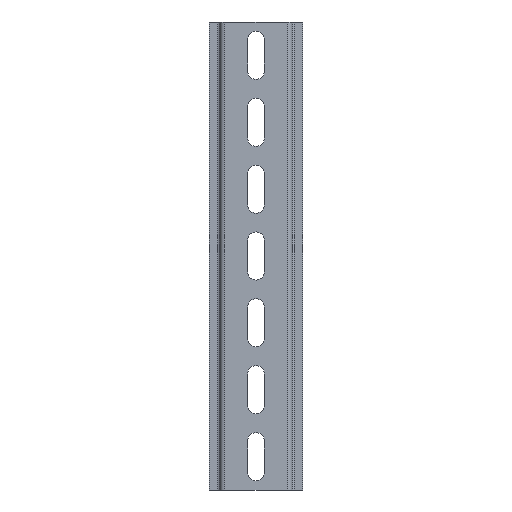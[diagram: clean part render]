
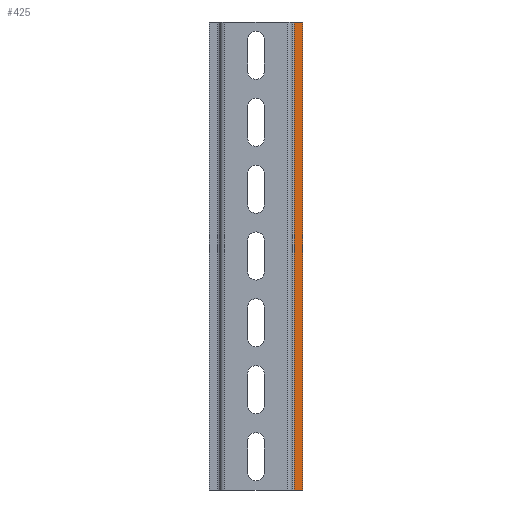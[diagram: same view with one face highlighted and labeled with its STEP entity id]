
A CAD part, front view. The second image highlights one B-rep face of the part: STEP entity #425.
In plain terms, the highlighted planar face has unit normal (0, -1, 0).
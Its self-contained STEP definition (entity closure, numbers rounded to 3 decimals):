
#26 = CARTESIAN_POINT ( 'NONE',  ( 27.8, 6.5, 0. ) ) ;
#66 = ORIENTED_EDGE ( 'NONE', *, *, #1665, .F. ) ;
#70 = CARTESIAN_POINT ( 'NONE',  ( 27., 6.5, 175. ) ) ;
#150 = DIRECTION ( 'NONE',  ( 0., 0., -1. ) ) ;
#165 = CARTESIAN_POINT ( 'NONE',  ( 27., 6.5, 0. ) ) ;
#222 = DIRECTION ( 'NONE',  ( 1., 0., 0. ) ) ;
#250 = VECTOR ( 'NONE', #1588, 1000. ) ;
#375 = DIRECTION ( 'NONE',  ( 0., 0., 1. ) ) ;
#396 = VERTEX_POINT ( 'NONE', #1499 ) ;
#425 = ADVANCED_FACE ( 'NONE', ( #820 ), #1348, .F. ) ;
#508 = EDGE_LOOP ( 'NONE', ( #1563, #796, #66, #554 ) ) ;
#533 = VERTEX_POINT ( 'NONE', #26 ) ;
#554 = ORIENTED_EDGE ( 'NONE', *, *, #979, .T. ) ;
#588 = VERTEX_POINT ( 'NONE', #1727 ) ;
#642 = CARTESIAN_POINT ( 'NONE',  ( 31., 6.5, 175. ) ) ;
#648 = VERTEX_POINT ( 'NONE', #642 ) ;
#796 = ORIENTED_EDGE ( 'NONE', *, *, #1687, .F. ) ;
#820 = FACE_OUTER_BOUND ( 'NONE', #508, .T. ) ;
#854 = VECTOR ( 'NONE', #1130, 1000. ) ;
#908 = LINE ( 'NONE', #1571, #1107 ) ;
#948 = AXIS2_PLACEMENT_3D ( 'NONE', #1094, #955, #150 ) ;
#955 = DIRECTION ( 'NONE',  ( 0., 1., 0. ) ) ;
#979 = EDGE_CURVE ( 'NONE', #533, #396, #1690, .T. ) ;
#1094 = CARTESIAN_POINT ( 'NONE',  ( 27., 6.5, 0. ) ) ;
#1107 = VECTOR ( 'NONE', #375, 1000. ) ;
#1130 = DIRECTION ( 'NONE',  ( 1., 0., 0. ) ) ;
#1243 = VECTOR ( 'NONE', #222, 1000. ) ;
#1317 = CARTESIAN_POINT ( 'NONE',  ( 27.8, 6.5, 0. ) ) ;
#1348 = PLANE ( 'NONE',  #948 ) ;
#1444 = LINE ( 'NONE', #70, #1243 ) ;
#1499 = CARTESIAN_POINT ( 'NONE',  ( 31., 6.5, 0. ) ) ;
#1563 = ORIENTED_EDGE ( 'NONE', *, *, #1616, .T. ) ;
#1571 = CARTESIAN_POINT ( 'NONE',  ( 31., 6.5, 0. ) ) ;
#1588 = DIRECTION ( 'NONE',  ( 0., 0., 1. ) ) ;
#1616 = EDGE_CURVE ( 'NONE', #396, #648, #908, .T. ) ;
#1665 = EDGE_CURVE ( 'NONE', #533, #588, #1740, .T. ) ;
#1687 = EDGE_CURVE ( 'NONE', #588, #648, #1444, .T. ) ;
#1690 = LINE ( 'NONE', #165, #854 ) ;
#1727 = CARTESIAN_POINT ( 'NONE',  ( 27.8, 6.5, 175. ) ) ;
#1740 = LINE ( 'NONE', #1317, #250 ) ;
